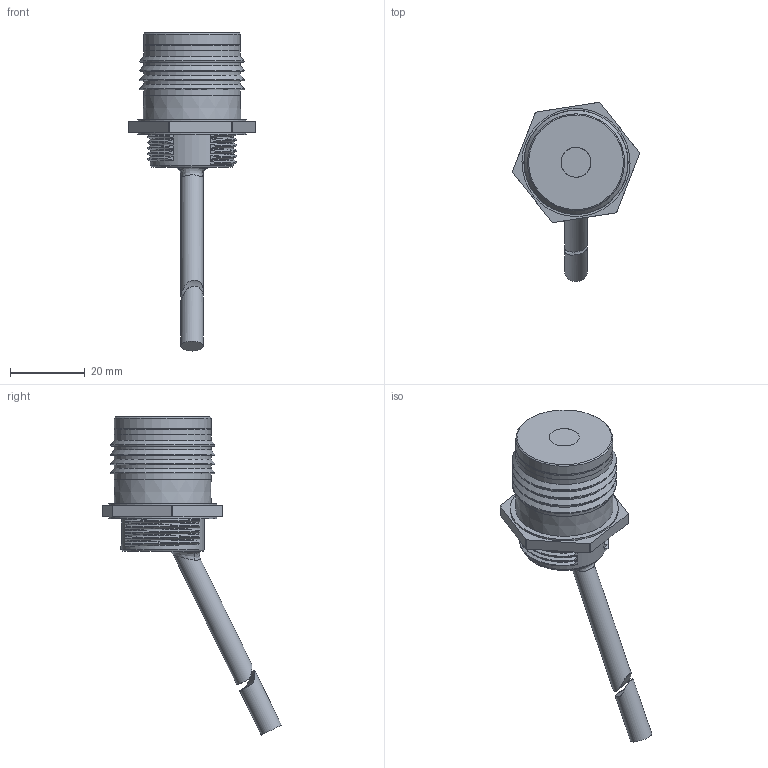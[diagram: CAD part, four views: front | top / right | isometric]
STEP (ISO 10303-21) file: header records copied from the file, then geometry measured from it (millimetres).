
FILE_DESCRIPTION (( 'STEP AP214' ), '1' );
FILE_NAME ('ID-Reader.STEP', '2023-03-20T08:46:07', ( '' ), ( '' ), 'SwSTEP 2.0', 'SolidWorks 2020', '' );
FILE_SCHEMA (( 'AUTOMOTIVE_DESIGN' ));
Length unit declared in the file: millimetre
Products named in the file (10): Geh_use_f_r verdeckte Montage.STEP; Klebeband_Doppelseitig_f_r verdeckte Montage.STEP; Scheibe.STEP; ID-Reader; Verguss.STEP; Front-1_Verdeckte Montage.STEP; Mutter2.STEP; Kabel-12-Adrig.STEP; Dichtung.STEP; _RFID-Reader.STEP
Assembly tree (9 placements, depth 3):
  ID-Reader
    _RFID-Reader.STEP
      Geh_use_f_r verdeckte Montage.STEP
      Kabel-12-Adrig.STEP
      Verguss.STEP
      Scheibe.STEP
      Front-1_Verdeckte Montage.STEP
      Mutter2.STEP
      Dichtung.STEP
      Klebeband_Doppelseitig_f_r verdeckte Montage.STEP
Bounding box: 34.17 x 47.99 x 85.32 mm (x, y, z)
Volume: 20660.4 mm3; surface area: 14479.2 mm2
Topology: 13 solids, 13 shells, 402 faces, 942 edges, 612 vertices
Faces by surface type: bspline 158, plane 146, cylinder 77, cone 13, torus 8
Full cylindrical faces by diameter (mm): 0.6 x12, 1 x24, 4.2 x1, 5.5 x1, 6 x2, 8 x1, 8.05 x1, 22.35 x1, 26 x8, 29 x2
Entity records: 96849 total; most frequent: CARTESIAN_POINT 88622, ORIENTED_EDGE 1566, DIRECTION 1120, EDGE_CURVE 783, EDGE_LOOP 568, VERTEX_POINT 557, FACE_OUTER_BOUND 479, AXIS2_PLACEMENT_3D 443
